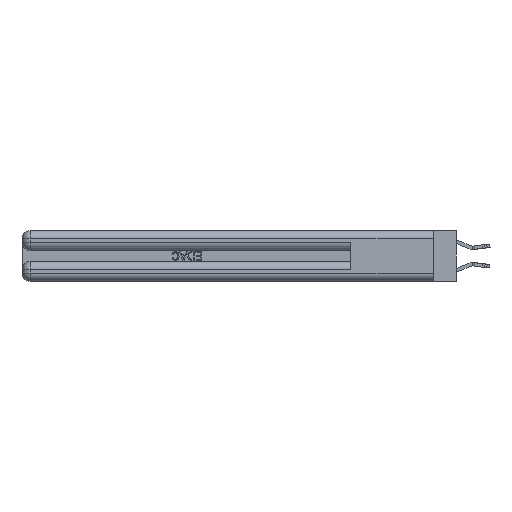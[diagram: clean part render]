
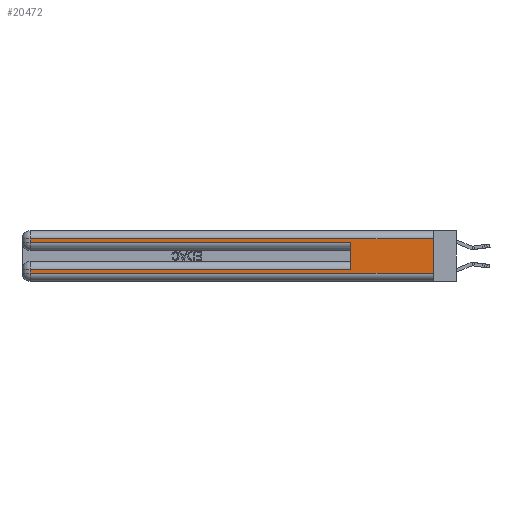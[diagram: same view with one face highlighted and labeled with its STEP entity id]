
A CAD part, left-side view. The second image highlights one B-rep face of the part: STEP entity #20472.
In plain terms, the highlighted planar face has unit normal (-1, 0, 0).
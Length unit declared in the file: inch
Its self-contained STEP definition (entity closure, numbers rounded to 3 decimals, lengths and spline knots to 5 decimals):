
#118 = VECTOR ( 'NONE', #21357, 39.37008 ) ;
#219 = VECTOR ( 'NONE', #30634, 39.37008 ) ;
#296 = ORIENTED_EDGE ( 'NONE', *, *, #3578, .F. ) ;
#530 = ORIENTED_EDGE ( 'NONE', *, *, #28665, .T. ) ;
#867 = CARTESIAN_POINT ( 'NONE',  ( 0., 0., 0.085 ) ) ;
#1428 = ORIENTED_EDGE ( 'NONE', *, *, #17449, .T. ) ;
#3063 = CARTESIAN_POINT ( 'NONE',  ( 0., 0.6, 0.085 ) ) ;
#3578 = EDGE_CURVE ( 'NONE', #10999, #35107, #12044, .T. ) ;
#3997 = CARTESIAN_POINT ( 'NONE',  ( 0., 0., 0.285 ) ) ;
#4893 = CARTESIAN_POINT ( 'NONE',  ( 0., 0., 0.06 ) ) ;
#5156 = VECTOR ( 'NONE', #14442, 39.37008 ) ;
#5789 = LINE ( 'NONE', #11102, #13501 ) ;
#6065 = PLANE ( 'NONE',  #14087 ) ;
#6722 = ORIENTED_EDGE ( 'NONE', *, *, #15096, .F. ) ;
#7362 = VERTEX_POINT ( 'NONE', #16541 ) ;
#7400 = CARTESIAN_POINT ( 'NONE',  ( 0., 2.94, 0.31 ) ) ;
#8037 = EDGE_LOOP ( 'NONE', ( #6722, #1428, #11043, #18714, #296, #530, #12651, #17707 ) ) ;
#8984 = DIRECTION ( 'NONE',  ( 1., 0., 0. ) ) ;
#9039 = CARTESIAN_POINT ( 'NONE',  ( 0., 0.6, 0.285 ) ) ;
#9154 = CARTESIAN_POINT ( 'NONE',  ( 0., 0., 0.37 ) ) ;
#9412 = EDGE_CURVE ( 'NONE', #34272, #11858, #35595, .T. ) ;
#9493 = LINE ( 'NONE', #3997, #5156 ) ;
#10003 = VERTEX_POINT ( 'NONE', #7400 ) ;
#10329 = CARTESIAN_POINT ( 'NONE',  ( 0., 0., 0.31 ) ) ;
#10999 = VERTEX_POINT ( 'NONE', #3063 ) ;
#11043 = ORIENTED_EDGE ( 'NONE', *, *, #11299, .T. ) ;
#11102 = CARTESIAN_POINT ( 'NONE',  ( 0., 2.94, 0.37 ) ) ;
#11299 = EDGE_CURVE ( 'NONE', #10003, #7362, #13984, .T. ) ;
#11858 = VERTEX_POINT ( 'NONE', #31317 ) ;
#11901 = DIRECTION ( 'NONE',  ( 0., 0., -1. ) ) ;
#12044 = LINE ( 'NONE', #34184, #16677 ) ;
#12651 = ORIENTED_EDGE ( 'NONE', *, *, #33375, .T. ) ;
#13501 = VECTOR ( 'NONE', #16781, 39.37008 ) ;
#13514 = VECTOR ( 'NONE', #31576, 39.37008 ) ;
#13984 = LINE ( 'NONE', #16736, #219 ) ;
#14087 = AXIS2_PLACEMENT_3D ( 'NONE', #9154, #8984, #11901 ) ;
#14442 = DIRECTION ( 'NONE',  ( 0., -1., 0. ) ) ;
#15096 = EDGE_CURVE ( 'NONE', #34123, #11858, #29810, .T. ) ;
#15843 = DIRECTION ( 'NONE',  ( 0., 1., 0. ) ) ;
#16541 = CARTESIAN_POINT ( 'NONE',  ( 0., 2.94, 0.285 ) ) ;
#16677 = VECTOR ( 'NONE', #21013, 39.37008 ) ;
#16736 = CARTESIAN_POINT ( 'NONE',  ( 0., 2.94, 0.37 ) ) ;
#16781 = DIRECTION ( 'NONE',  ( 0., 0., -1. ) ) ;
#17196 = VECTOR ( 'NONE', #15843, 39.37008 ) ;
#17362 = CARTESIAN_POINT ( 'NONE',  ( 0., 2.94, 0.06 ) ) ;
#17449 = EDGE_CURVE ( 'NONE', #34123, #10003, #26989, .T. ) ;
#17707 = ORIENTED_EDGE ( 'NONE', *, *, #9412, .T. ) ;
#18119 = CARTESIAN_POINT ( 'NONE',  ( 0., 0., 0.37 ) ) ;
#18714 = ORIENTED_EDGE ( 'NONE', *, *, #23339, .T. ) ;
#20472 = ADVANCED_FACE ( 'NONE', ( #31125 ), #6065, .F. ) ;
#20860 = DIRECTION ( 'NONE',  ( 0., 0., -1. ) ) ;
#21013 = DIRECTION ( 'NONE',  ( 0., 0., 1. ) ) ;
#21357 = DIRECTION ( 'NONE',  ( 0., -1., 0. ) ) ;
#23339 = EDGE_CURVE ( 'NONE', #7362, #35107, #9493, .T. ) ;
#23794 = CARTESIAN_POINT ( 'NONE',  ( 0., 0., 0.31 ) ) ;
#26989 = LINE ( 'NONE', #10329, #17196 ) ;
#28665 = EDGE_CURVE ( 'NONE', #10999, #33624, #29187, .T. ) ;
#29187 = LINE ( 'NONE', #867, #13514 ) ;
#29810 = LINE ( 'NONE', #18119, #34772 ) ;
#30634 = DIRECTION ( 'NONE',  ( 0., 0., -1. ) ) ;
#31125 = FACE_OUTER_BOUND ( 'NONE', #8037, .T. ) ;
#31317 = CARTESIAN_POINT ( 'NONE',  ( 0., 0., 0.06 ) ) ;
#31576 = DIRECTION ( 'NONE',  ( 0., 1., 0. ) ) ;
#33375 = EDGE_CURVE ( 'NONE', #33624, #34272, #5789, .T. ) ;
#33624 = VERTEX_POINT ( 'NONE', #34490 ) ;
#34123 = VERTEX_POINT ( 'NONE', #23794 ) ;
#34184 = CARTESIAN_POINT ( 'NONE',  ( 0., 0.6, 0.145 ) ) ;
#34272 = VERTEX_POINT ( 'NONE', #17362 ) ;
#34490 = CARTESIAN_POINT ( 'NONE',  ( 0., 2.94, 0.085 ) ) ;
#34772 = VECTOR ( 'NONE', #20860, 39.37008 ) ;
#35107 = VERTEX_POINT ( 'NONE', #9039 ) ;
#35595 = LINE ( 'NONE', #4893, #118 ) ;
